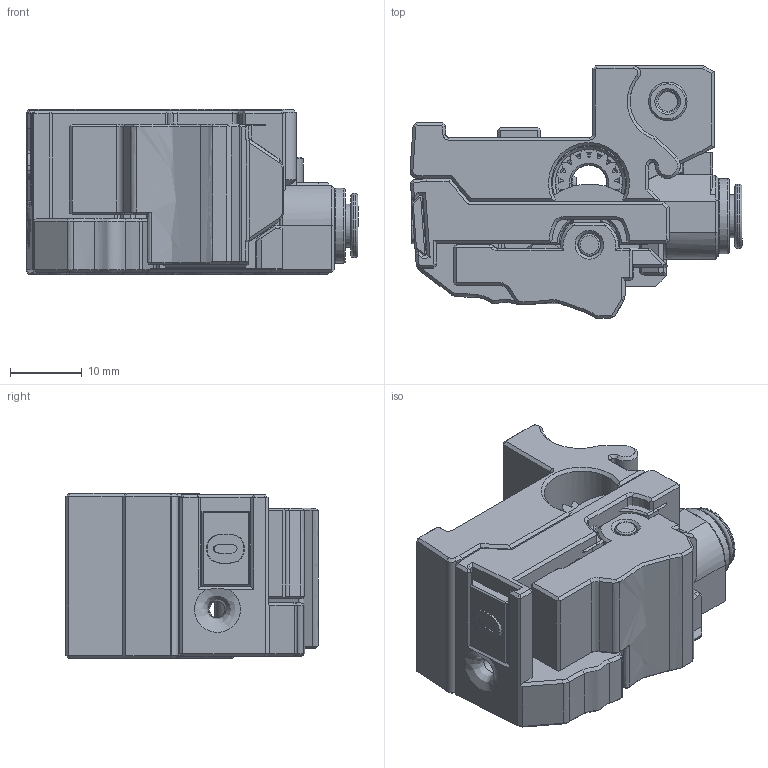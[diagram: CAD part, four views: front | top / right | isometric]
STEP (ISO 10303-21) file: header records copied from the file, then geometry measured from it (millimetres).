
FILE_DESCRIPTION(/* description */ (''),/* implementation_level */ '2;1');
FILE_NAME(/* name */ 'Thumper Blocks.step',/* time_stamp */ '2024-01-02T10:45:45-08:00',/* author */ (''),/* organization */ (''),/* preprocessor_version */ 'ST-DEVELOPER v20',/* originating_system */ 'Autodesk Translation Framework v12.14.0.127',/* authorisation */ '');
FILE_SCHEMA (('AUTOMOTIVE_DESIGN { 1 0 10303 214 3 1 1 }'));
Products named in the file (24): Thumper Blocks; Thumper_Base; Tag Plate; Tag plate_0 (2); MR85ZZ v3 v1 (1); BondTechDirectDriveGear v1 v1 (1); Direct_Drivegear^Driveshaft Assembly_BMG Drive Mechanism_VORON Clockw
ork_X Carriage672923 (1); Component41672924 (1); M4 Nut; Filament_path_with_magnet_C60 v8 (1); ECAS v1 v1 (1); EASUN ECAS04 v3 (1); Main body672914 (1); Release clip672915 (1); Seal672916 (1); Magnet6x3 v1672918 v1 (1) (1); Tag Plate (1); Tag plate_0 (1) (1); [a]_tophat_with_supports; BondTechDriveGear v1; Direct_Drivegear_without_setscrew (1)^Guidler_VORON Clockwork_X Carri
age; stift 3 x 20 (1)^Direct_Drivegear_without_setscrew (1)_Guidler_VORON 
Clockwork_X Carriage672930; K3x5x7 Needlebearing (1)^Direct_Drivegear_without_setscrew (1)_Guidle
r_VORON Clockwork_X Carriage672932; Direct_Drivegear_without_setscrew (1)-39^Direct_Drivegear_without_set
screw (1)_Guidler_VORON Clockwork_X Carriage672931
Assembly tree (23 placements, depth 6):
  Thumper Blocks
    Thumper_Base
      Tag Plate
        Tag plate_0 (2)
      MR85ZZ v3 v1 (1)
      BondTechDirectDriveGear v1 v1 (1)
        Direct_Drivegear^Driveshaft Assembly_BMG Drive Mechanism_VORON Clockw
ork_X Carriage672923 (1)
        Component41672924 (1)
      M4 Nut
    Filament_path_with_magnet_C60 v8 (1)
      ECAS v1 v1 (1)
        EASUN ECAS04 v3 (1)
          Main body672914 (1)
          Release clip672915 (1)
          Seal672916 (1)
      Magnet6x3 v1672918 v1 (1) (1)
      Tag Plate (1)
        Tag plate_0 (1) (1)
      [a]_tophat_with_supports
        BondTechDriveGear v1
          Direct_Drivegear_without_setscrew (1)^Guidler_VORON Clockwork_X Carri
age
            stift 3 x 20 (1)^Direct_Drivegear_without_setscrew (1)_Guidler_VORON 
Clockwork_X Carriage672930
            K3x5x7 Needlebearing (1)^Direct_Drivegear_without_setscrew (1)_Guidle
r_VORON Clockwork_X Carriage672932
            Direct_Drivegear_without_setscrew (1)-39^Direct_Drivegear_without_set
screw (1)_Guidler_VORON Clockwork_X Carriage672931
Bounding box: 46.37 x 35.28 x 23.05 mm (x, y, z)
Volume: 18649.1 mm3; surface area: 15728.7 mm2
Topology: 25 solids, 28 shells, 1536 faces, 3879 edges, 2403 vertices
Faces by surface type: plane 780, cylinder 392, bspline 196, cone 122, torus 42, sphere 4
Full cylindrical faces by diameter (mm): 1 x5, 2.016 x3, 2.25 x1, 2.4 x2, 2.5 x1, 2.53 x2, 2.75 x1, 3 x3, 3.1 x1, 3.22 x2, 3.3 x1, 3.332 x2, 4 x3, 4.109 x1, 4.7 x1, 5 x1, 5.05 x2, 5.4 x1, 5.6 x1, 6 x3, 6.15 x1, 6.75 x1, 6.8 x1, 8 x8, 8.14 x1, 8.47 x1, 8.5 x1, 9 x1, 10.45 x1
Entity records: 57887 total; most frequent: CARTESIAN_POINT 21271, ORIENTED_EDGE 7742, DIRECTION 7214, EDGE_CURVE 3871, AXIS2_PLACEMENT_3D 2550, VERTEX_POINT 2403, LINE 2114, VECTOR 2114
